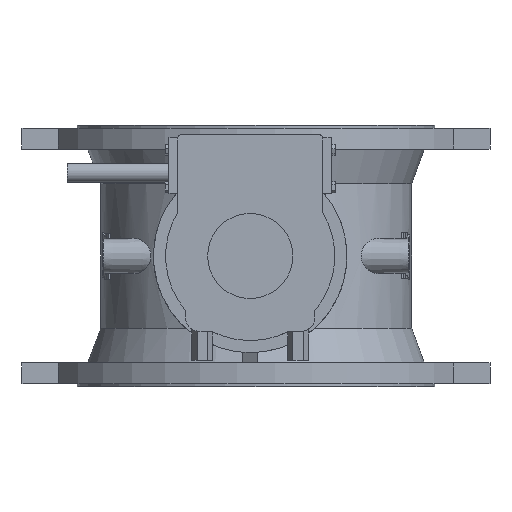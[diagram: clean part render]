
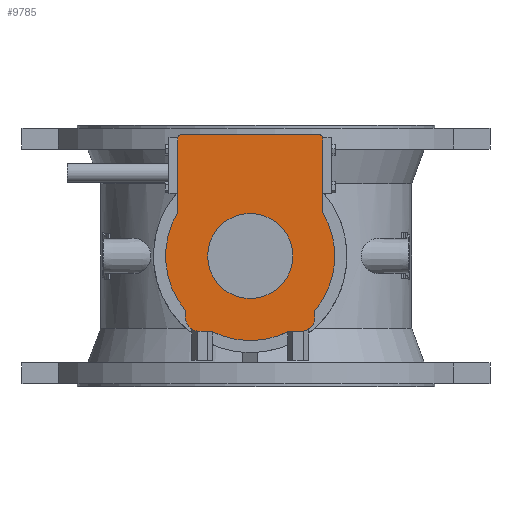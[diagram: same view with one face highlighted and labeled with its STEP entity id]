
A CAD part, left-side view. The second image highlights one B-rep face of the part: STEP entity #9785.
In plain terms, the highlighted planar face has unit normal (-1, 0, 0).
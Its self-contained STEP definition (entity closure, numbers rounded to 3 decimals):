
#3009 = LINE ( 'NONE', #10058, #3014 ) ;
#3014 = VECTOR ( 'NONE', #10061, 1000. ) ;
#3358 = FACE_OUTER_BOUND ( 'NONE', #8068, .T. ) ;
#3362 = FACE_BOUND ( 'NONE', #8071, .T. ) ;
#5461 = EDGE_CURVE ( 'NONE', #9172, #9171, #13492, .T. ) ;
#5463 = EDGE_CURVE ( 'NONE', #9271, #9172, #13500, .T. ) ;
#5470 = EDGE_CURVE ( 'NONE', #9178, #9161, #13513, .T. ) ;
#5473 = EDGE_CURVE ( 'NONE', #9116, #9114, #13502, .T. ) ;
#5476 = EDGE_CURVE ( 'NONE', #9141, #9269, #13522, .T. ) ;
#5477 = EDGE_CURVE ( 'NONE', #9135, #9141, #13525, .T. ) ;
#5479 = EDGE_CURVE ( 'NONE', #9114, #9178, #13524, .T. ) ;
#5910 = EDGE_CURVE ( 'NONE', #9263, #9276, #13840, .T. ) ;
#5929 = EDGE_CURVE ( 'NONE', #9276, #9271, #13888, .T. ) ;
#6090 = CIRCLE ( 'NONE', #18953, 5. ) ;
#6116 = CIRCLE ( 'NONE', #18964, 44. ) ;
#6125 = CIRCLE ( 'NONE', #18965, 15. ) ;
#6132 = LINE ( 'NONE', #7210, #6134 ) ;
#6133 = CIRCLE ( 'NONE', #18970, 15. ) ;
#6134 = VECTOR ( 'NONE', #7219, 1000. ) ;
#6399 = VERTEX_POINT ( 'NONE', #9031 ) ;
#7044 = CARTESIAN_POINT ( 'NONE',  ( -346., -82.791, 121. ) ) ;
#7045 = DIRECTION ( 'NONE',  ( -1., 0., 0. ) ) ;
#7046 = DIRECTION ( 'NONE',  ( 0., 0., 1. ) ) ;
#7197 = CARTESIAN_POINT ( 'NONE',  ( -346., -12.791, 0. ) ) ;
#7198 = DIRECTION ( 'NONE',  ( -1., 0., 0. ) ) ;
#7199 = DIRECTION ( 'NONE',  ( 0., 0., 1. ) ) ;
#7201 = CARTESIAN_POINT ( 'NONE',  ( -346., -64.791, -63. ) ) ;
#7202 = DIRECTION ( 'NONE',  ( -1., 0., 0. ) ) ;
#7203 = DIRECTION ( 'NONE',  ( 0., 0., 1. ) ) ;
#7210 = CARTESIAN_POINT ( 'NONE',  ( -346., -87.791, 126. ) ) ;
#7219 = DIRECTION ( 'NONE',  ( 0., 1., 0. ) ) ;
#7229 = CARTESIAN_POINT ( 'NONE',  ( -346., 39.209, -63. ) ) ;
#7230 = DIRECTION ( 'NONE',  ( -1., 0., 0. ) ) ;
#7231 = DIRECTION ( 'NONE',  ( 0., 0., 1. ) ) ;
#8068 = EDGE_LOOP ( 'NONE', ( #11926, #11927, #11928, #11929, #11930, #11931, #11932, #11933, #11934, #11935, #11936, #11937, #11938, #11939 ) ) ;
#8071 = EDGE_LOOP ( 'NONE', ( #11940 ) ) ;
#8093 = EDGE_CURVE ( 'NONE', #9269, #9261, #3009, .T. ) ;
#8248 = AXIS2_PLACEMENT_3D ( 'NONE', #18231, #18232, #18234 ) ;
#8251 = AXIS2_PLACEMENT_3D ( 'NONE', #18281, #18283, #18285 ) ;
#8252 = AXIS2_PLACEMENT_3D ( 'NONE', #18295, #18296, #18297 ) ;
#8305 = AXIS2_PLACEMENT_3D ( 'NONE', #9991, #9992, #9993 ) ;
#8451 = AXIS2_PLACEMENT_3D ( 'NONE', #15559, #15565, #15566 ) ;
#9031 = CARTESIAN_POINT ( 'NONE',  ( -346., -12.791, 44. ) ) ;
#9114 = VERTEX_POINT ( 'NONE', #10599 ) ;
#9116 = VERTEX_POINT ( 'NONE', #10601 ) ;
#9135 = VERTEX_POINT ( 'NONE', #10620 ) ;
#9141 = VERTEX_POINT ( 'NONE', #10626 ) ;
#9161 = VERTEX_POINT ( 'NONE', #10646 ) ;
#9171 = VERTEX_POINT ( 'NONE', #10656 ) ;
#9172 = VERTEX_POINT ( 'NONE', #10657 ) ;
#9178 = VERTEX_POINT ( 'NONE', #10663 ) ;
#9252 = VERTEX_POINT ( 'NONE', #10737 ) ;
#9261 = VERTEX_POINT ( 'NONE', #10746 ) ;
#9263 = VERTEX_POINT ( 'NONE', #10748 ) ;
#9269 = VERTEX_POINT ( 'NONE', #10754 ) ;
#9271 = VERTEX_POINT ( 'NONE', #10756 ) ;
#9276 = VERTEX_POINT ( 'NONE', #10761 ) ;
#9785 = ADVANCED_FACE ( 'NONE', ( #3358, #3362 ), #15560, .T. ) ;
#9991 = CARTESIAN_POINT ( 'NONE',  ( -346., 57.209, 121. ) ) ;
#9992 = DIRECTION ( 'NONE',  ( -1., 0., 0. ) ) ;
#9993 = DIRECTION ( 'NONE',  ( 0., 0., 1. ) ) ;
#10029 = CARTESIAN_POINT ( 'NONE',  ( -346., 62.209, 45.069 ) ) ;
#10034 = DIRECTION ( 'NONE',  ( 0., 0., -1. ) ) ;
#10058 = CARTESIAN_POINT ( 'NONE',  ( -346., -87.791, 45.069 ) ) ;
#10061 = DIRECTION ( 'NONE',  ( 0., 0., 1. ) ) ;
#10599 = CARTESIAN_POINT ( 'NONE',  ( -346., 26.86, -78. ) ) ;
#10601 = CARTESIAN_POINT ( 'NONE',  ( -346., 39.209, -78. ) ) ;
#10620 = CARTESIAN_POINT ( 'NONE',  ( -346., -79.791, -63. ) ) ;
#10626 = CARTESIAN_POINT ( 'NONE',  ( -346., -79.791, -56.278 ) ) ;
#10646 = CARTESIAN_POINT ( 'NONE',  ( -346., -64.791, -78. ) ) ;
#10656 = CARTESIAN_POINT ( 'NONE',  ( -346., 54.209, -63. ) ) ;
#10657 = CARTESIAN_POINT ( 'NONE',  ( -346., 54.209, -56.278 ) ) ;
#10663 = CARTESIAN_POINT ( 'NONE',  ( -346., -52.443, -78. ) ) ;
#10737 = CARTESIAN_POINT ( 'NONE',  ( -346., -82.791, 126. ) ) ;
#10746 = CARTESIAN_POINT ( 'NONE',  ( -346., -87.791, 121. ) ) ;
#10748 = CARTESIAN_POINT ( 'NONE',  ( -346., 57.209, 126. ) ) ;
#10754 = CARTESIAN_POINT ( 'NONE',  ( -346., -87.791, 45.069 ) ) ;
#10756 = CARTESIAN_POINT ( 'NONE',  ( -346., 62.209, 45.069 ) ) ;
#10761 = CARTESIAN_POINT ( 'NONE',  ( -346., 62.209, 121. ) ) ;
#11926 = ORIENTED_EDGE ( 'NONE', *, *, #14455, .T. ) ;
#11927 = ORIENTED_EDGE ( 'NONE', *, *, #5910, .T. ) ;
#11928 = ORIENTED_EDGE ( 'NONE', *, *, #5929, .T. ) ;
#11929 = ORIENTED_EDGE ( 'NONE', *, *, #5463, .T. ) ;
#11930 = ORIENTED_EDGE ( 'NONE', *, *, #5461, .T. ) ;
#11931 = ORIENTED_EDGE ( 'NONE', *, *, #14456, .T. ) ;
#11932 = ORIENTED_EDGE ( 'NONE', *, *, #5473, .T. ) ;
#11933 = ORIENTED_EDGE ( 'NONE', *, *, #5479, .T. ) ;
#11934 = ORIENTED_EDGE ( 'NONE', *, *, #5470, .T. ) ;
#11935 = ORIENTED_EDGE ( 'NONE', *, *, #14441, .T. ) ;
#11936 = ORIENTED_EDGE ( 'NONE', *, *, #5477, .T. ) ;
#11937 = ORIENTED_EDGE ( 'NONE', *, *, #5476, .T. ) ;
#11938 = ORIENTED_EDGE ( 'NONE', *, *, #8093, .T. ) ;
#11939 = ORIENTED_EDGE ( 'NONE', *, *, #14391, .T. ) ;
#11940 = ORIENTED_EDGE ( 'NONE', *, *, #14439, .F. ) ;
#13492 = LINE ( 'NONE', #18216, #13501 ) ;
#13500 = CIRCLE ( 'NONE', #8248, 87.5 ) ;
#13501 = VECTOR ( 'NONE', #18223, 1000. ) ;
#13502 = LINE ( 'NONE', #18264, #13521 ) ;
#13513 = LINE ( 'NONE', #18255, #13516 ) ;
#13516 = VECTOR ( 'NONE', #18257, 1000. ) ;
#13521 = VECTOR ( 'NONE', #18244, 1000. ) ;
#13522 = CIRCLE ( 'NONE', #8251, 87.5 ) ;
#13524 = CIRCLE ( 'NONE', #8252, 87.5 ) ;
#13525 = LINE ( 'NONE', #18262, #13526 ) ;
#13526 = VECTOR ( 'NONE', #18276, 1000. ) ;
#13840 = CIRCLE ( 'NONE', #8305, 5. ) ;
#13888 = LINE ( 'NONE', #10029, #13898 ) ;
#13898 = VECTOR ( 'NONE', #10034, 1000. ) ;
#14391 = EDGE_CURVE ( 'NONE', #9261, #9252, #6090, .T. ) ;
#14439 = EDGE_CURVE ( 'NONE', #6399, #6399, #6116, .T. ) ;
#14441 = EDGE_CURVE ( 'NONE', #9161, #9135, #6125, .T. ) ;
#14455 = EDGE_CURVE ( 'NONE', #9252, #9263, #6132, .T. ) ;
#14456 = EDGE_CURVE ( 'NONE', #9171, #9116, #6133, .T. ) ;
#15559 = CARTESIAN_POINT ( 'NONE',  ( -346., -12.791, 0. ) ) ;
#15560 = PLANE ( 'NONE',  #8451 ) ;
#15565 = DIRECTION ( 'NONE',  ( -1., 0., 0. ) ) ;
#15566 = DIRECTION ( 'NONE',  ( 0., 0., 1. ) ) ;
#18216 = CARTESIAN_POINT ( 'NONE',  ( -346., 54.209, -56.278 ) ) ;
#18223 = DIRECTION ( 'NONE',  ( 0., 0., -1. ) ) ;
#18231 = CARTESIAN_POINT ( 'NONE',  ( -346., -12.791, 0. ) ) ;
#18232 = DIRECTION ( 'NONE',  ( -1., 0., 0. ) ) ;
#18234 = DIRECTION ( 'NONE',  ( 0., 0., 1. ) ) ;
#18244 = DIRECTION ( 'NONE',  ( 0., -1., 0. ) ) ;
#18255 = CARTESIAN_POINT ( 'NONE',  ( -346., -79.791, -78. ) ) ;
#18257 = DIRECTION ( 'NONE',  ( 0., -1., 0. ) ) ;
#18262 = CARTESIAN_POINT ( 'NONE',  ( -346., -79.791, -56.278 ) ) ;
#18264 = CARTESIAN_POINT ( 'NONE',  ( -346., 26.86, -78. ) ) ;
#18276 = DIRECTION ( 'NONE',  ( 0., 0., 1. ) ) ;
#18281 = CARTESIAN_POINT ( 'NONE',  ( -346., -12.791, 0. ) ) ;
#18283 = DIRECTION ( 'NONE',  ( -1., 0., 0. ) ) ;
#18285 = DIRECTION ( 'NONE',  ( 0., 0., 1. ) ) ;
#18295 = CARTESIAN_POINT ( 'NONE',  ( -346., -12.791, 0. ) ) ;
#18296 = DIRECTION ( 'NONE',  ( -1., 0., 0. ) ) ;
#18297 = DIRECTION ( 'NONE',  ( 0., 0., 1. ) ) ;
#18953 = AXIS2_PLACEMENT_3D ( 'NONE', #7044, #7045, #7046 ) ;
#18964 = AXIS2_PLACEMENT_3D ( 'NONE', #7197, #7198, #7199 ) ;
#18965 = AXIS2_PLACEMENT_3D ( 'NONE', #7201, #7202, #7203 ) ;
#18970 = AXIS2_PLACEMENT_3D ( 'NONE', #7229, #7230, #7231 ) ;
